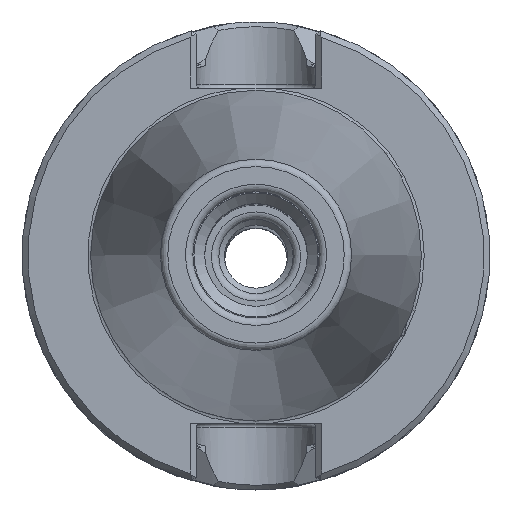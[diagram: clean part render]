
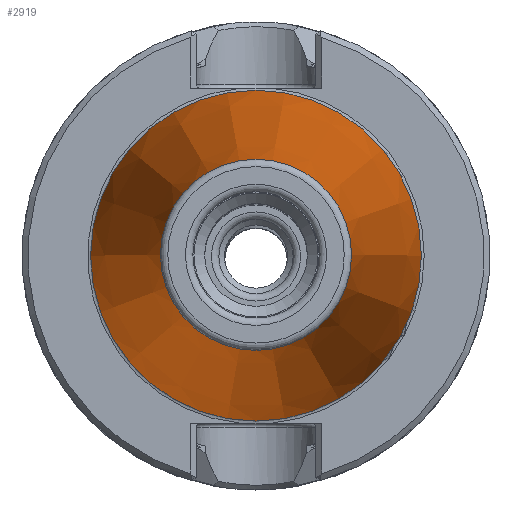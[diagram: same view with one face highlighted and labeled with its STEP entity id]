
A CAD part, top view. The second image highlights one B-rep face of the part: STEP entity #2919.
In plain terms, the highlighted conical face has half-angle 8.297 degrees and reference radius 12.871 mm.
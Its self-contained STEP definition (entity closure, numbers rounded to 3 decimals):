
#294=CONICAL_SURFACE('',#3096,12.871,0.145);
#370=ORIENTED_EDGE('',*,*,#848,.T.);
#371=ORIENTED_EDGE('',*,*,#847,.F.);
#847=EDGE_CURVE('',#1097,#1097,#1287,.T.);
#848=EDGE_CURVE('',#1098,#1098,#1288,.T.);
#1097=VERTEX_POINT('',#4018);
#1098=VERTEX_POINT('',#4021);
#1287=CIRCLE('',#3095,12.871);
#1288=CIRCLE('',#3097,22.268);
#1426=EDGE_LOOP('',(#370));
#1427=EDGE_LOOP('',(#371));
#1654=FACE_BOUND('',#1426,.T.);
#1655=FACE_BOUND('',#1427,.T.);
#2919=ADVANCED_FACE('',(#1654,#1655),#294,.T.);
#3095=AXIS2_PLACEMENT_3D('',#4017,#3420,#3421);
#3096=AXIS2_PLACEMENT_3D('',#4019,#3422,#3423);
#3097=AXIS2_PLACEMENT_3D('',#4020,#3424,#3425);
#3420=DIRECTION('',(0.,0.,1.));
#3421=DIRECTION('',(1.,0.,0.));
#3422=DIRECTION('',(0.,0.,-1.));
#3423=DIRECTION('',(-1.,0.,0.));
#3424=DIRECTION('',(0.,0.,1.));
#3425=DIRECTION('',(1.,0.,0.));
#4017=CARTESIAN_POINT('',(0.,0.,64.544));
#4018=CARTESIAN_POINT('',(12.871,0.,64.544));
#4019=CARTESIAN_POINT('',(0.,0.,64.544));
#4020=CARTESIAN_POINT('',(0.,0.,0.106));
#4021=CARTESIAN_POINT('',(22.268,0.,0.106));
